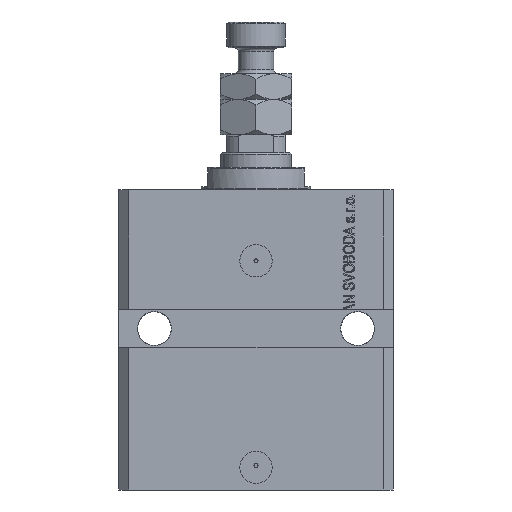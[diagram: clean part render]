
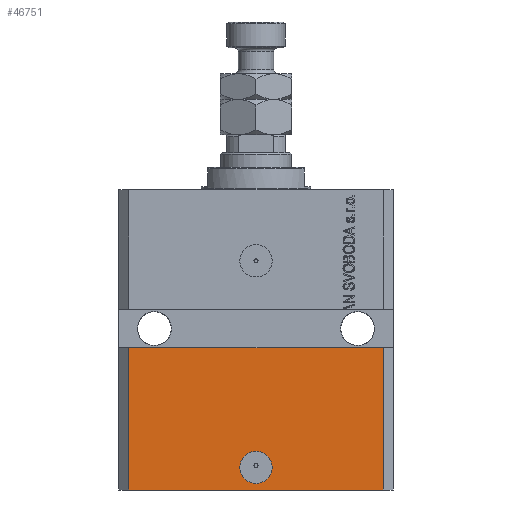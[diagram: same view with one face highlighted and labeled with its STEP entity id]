
A CAD part, front view. The second image highlights one B-rep face of the part: STEP entity #46751.
In plain terms, the highlighted planar face has unit normal (0, -1, 0).
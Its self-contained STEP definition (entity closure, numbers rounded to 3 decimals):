
#854 = AXIS2_PLACEMENT_3D ( 'NONE', #18949, #48860, #21938 ) ;
#1012 = DIRECTION ( 'NONE',  ( 1., 0., 0. ) ) ;
#1692 = VERTEX_POINT ( 'NONE', #43115 ) ;
#2244 = EDGE_CURVE ( 'NONE', #46781, #1692, #19351, .T. ) ;
#2288 = PLANE ( 'NONE',  #23264 ) ;
#4154 = EDGE_CURVE ( 'NONE', #16831, #46781, #20969, .T. ) ;
#5717 = CIRCLE ( 'NONE', #8927, 5. ) ;
#6016 = DIRECTION ( 'NONE',  ( 0., 0., -1. ) ) ;
#7477 = CARTESIAN_POINT ( 'NONE',  ( -42.5, -31.5, -49. ) ) ;
#7689 = DIRECTION ( 'NONE',  ( 1., 0., 0. ) ) ;
#8419 = CARTESIAN_POINT ( 'NONE',  ( -39.5, -31.5, -93. ) ) ;
#8927 = AXIS2_PLACEMENT_3D ( 'NONE', #48304, #10453, #7689 ) ;
#9342 = VECTOR ( 'NONE', #35436, 1000. ) ;
#9556 = CIRCLE ( 'NONE', #854, 5. ) ;
#10018 = EDGE_CURVE ( 'NONE', #23289, #46950, #9556, .T. ) ;
#10251 = EDGE_LOOP ( 'NONE', ( #22379, #21812, #25564, #17092 ) ) ;
#10453 = DIRECTION ( 'NONE',  ( 0., -1., 0. ) ) ;
#16262 = CARTESIAN_POINT ( 'NONE',  ( -39.5, -31.5, -93. ) ) ;
#16831 = VERTEX_POINT ( 'NONE', #8419 ) ;
#17092 = ORIENTED_EDGE ( 'NONE', *, *, #2244, .T. ) ;
#17269 = EDGE_CURVE ( 'NONE', #16831, #41624, #19261, .T. ) ;
#18949 = CARTESIAN_POINT ( 'NONE',  ( 0., -31.5, -86. ) ) ;
#19261 = LINE ( 'NONE', #16262, #31178 ) ;
#19351 = LINE ( 'NONE', #27740, #49081 ) ;
#19528 = CARTESIAN_POINT ( 'NONE',  ( -39.5, -31.5, -49. ) ) ;
#20969 = LINE ( 'NONE', #28947, #9342 ) ;
#21524 = ORIENTED_EDGE ( 'NONE', *, *, #10018, .F. ) ;
#21812 = ORIENTED_EDGE ( 'NONE', *, *, #17269, .F. ) ;
#21938 = DIRECTION ( 'NONE',  ( 1., 0., 0. ) ) ;
#22379 = ORIENTED_EDGE ( 'NONE', *, *, #28987, .F. ) ;
#23264 = AXIS2_PLACEMENT_3D ( 'NONE', #24928, #40122, #6016 ) ;
#23289 = VERTEX_POINT ( 'NONE', #28721 ) ;
#24928 = CARTESIAN_POINT ( 'NONE',  ( -39.5, -31.5, -93. ) ) ;
#25564 = ORIENTED_EDGE ( 'NONE', *, *, #4154, .T. ) ;
#27740 = CARTESIAN_POINT ( 'NONE',  ( 39.5, -31.5, -93. ) ) ;
#28721 = CARTESIAN_POINT ( 'NONE',  ( 5., -31.5, -86. ) ) ;
#28918 = FACE_BOUND ( 'NONE', #38057, .T. ) ;
#28947 = CARTESIAN_POINT ( 'NONE',  ( -39.5, -31.5, -93. ) ) ;
#28987 = EDGE_CURVE ( 'NONE', #41624, #1692, #41604, .T. ) ;
#29389 = CARTESIAN_POINT ( 'NONE',  ( -5., -31.5, -86. ) ) ;
#31178 = VECTOR ( 'NONE', #46416, 1000. ) ;
#32394 = FACE_OUTER_BOUND ( 'NONE', #10251, .T. ) ;
#35436 = DIRECTION ( 'NONE',  ( 1., 0., 0. ) ) ;
#38057 = EDGE_LOOP ( 'NONE', ( #21524, #38568 ) ) ;
#38568 = ORIENTED_EDGE ( 'NONE', *, *, #46145, .F. ) ;
#40122 = DIRECTION ( 'NONE',  ( 0., -1., 0. ) ) ;
#41528 = DIRECTION ( 'NONE',  ( 0., 0., 1. ) ) ;
#41604 = LINE ( 'NONE', #7477, #48312 ) ;
#41624 = VERTEX_POINT ( 'NONE', #19528 ) ;
#43115 = CARTESIAN_POINT ( 'NONE',  ( 39.5, -31.5, -49. ) ) ;
#46145 = EDGE_CURVE ( 'NONE', #46950, #23289, #5717, .T. ) ;
#46416 = DIRECTION ( 'NONE',  ( 0., 0., 1. ) ) ;
#46751 = ADVANCED_FACE ( 'NONE', ( #28918, #32394 ), #2288, .T. ) ;
#46781 = VERTEX_POINT ( 'NONE', #49122 ) ;
#46950 = VERTEX_POINT ( 'NONE', #29389 ) ;
#48304 = CARTESIAN_POINT ( 'NONE',  ( 0., -31.5, -86. ) ) ;
#48312 = VECTOR ( 'NONE', #1012, 1000. ) ;
#48860 = DIRECTION ( 'NONE',  ( 0., -1., 0. ) ) ;
#49081 = VECTOR ( 'NONE', #41528, 1000. ) ;
#49122 = CARTESIAN_POINT ( 'NONE',  ( 39.5, -31.5, -93. ) ) ;
